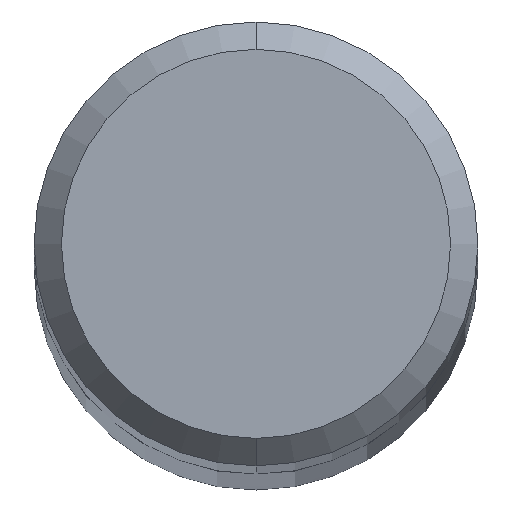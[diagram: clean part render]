
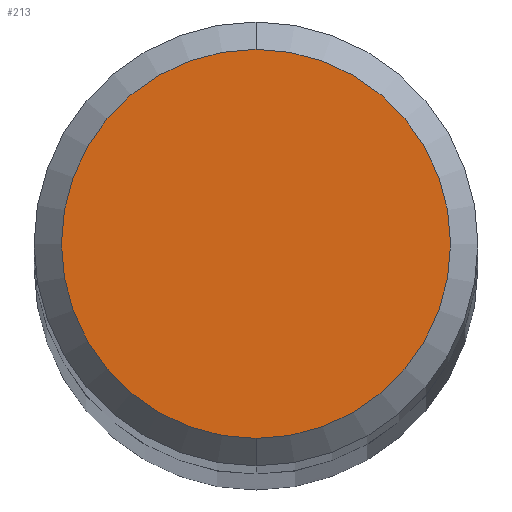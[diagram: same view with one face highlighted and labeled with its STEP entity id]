
A CAD part, top view. The second image highlights one B-rep face of the part: STEP entity #213.
In plain terms, the highlighted planar face has unit normal (0, 0, 1).
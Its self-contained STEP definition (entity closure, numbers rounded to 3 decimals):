
#213=ADVANCED_FACE('',(#493),#494,.T.);
#227=EDGE_CURVE('',#281,#381,#509,.T.);
#281=VERTEX_POINT('',#568);
#381=VERTEX_POINT('',#681);
#405=EDGE_CURVE('',#381,#281,#705,.T.);
#493=FACE_OUTER_BOUND('',#860,.T.);
#494=PLANE('',#861);
#509=CIRCLE('',#884,3.55);
#568=CARTESIAN_POINT('',(0.,-3.55,0.0));
#681=CARTESIAN_POINT('',(0.0,3.55,0.0));
#705=CIRCLE('',#1304,3.55);
#860=EDGE_LOOP('',(#1383,#1384));
#861=AXIS2_PLACEMENT_3D('',#1385,#1386,#1387);
#884=AXIS2_PLACEMENT_3D('',#1403,#1404,#1405);
#1304=AXIS2_PLACEMENT_3D('',#1625,#1626,#1627);
#1383=ORIENTED_EDGE('',*,*,#405,.F.);
#1384=ORIENTED_EDGE('',*,*,#227,.F.);
#1385=CARTESIAN_POINT('',(0.0,1.775,0.0));
#1386=DIRECTION('',(-0.0,0.0,1.0));
#1387=DIRECTION('',(0.0,-1.0,0.0));
#1403=CARTESIAN_POINT('',(0.0,0.0,0.0));
#1404=DIRECTION('',(0.0,0.0,-1.0));
#1405=DIRECTION('',(0.0,1.0,0.0));
#1625=CARTESIAN_POINT('',(0.0,0.0,0.0));
#1626=DIRECTION('',(0.0,0.0,-1.0));
#1627=DIRECTION('',(0.0,1.0,0.0));
